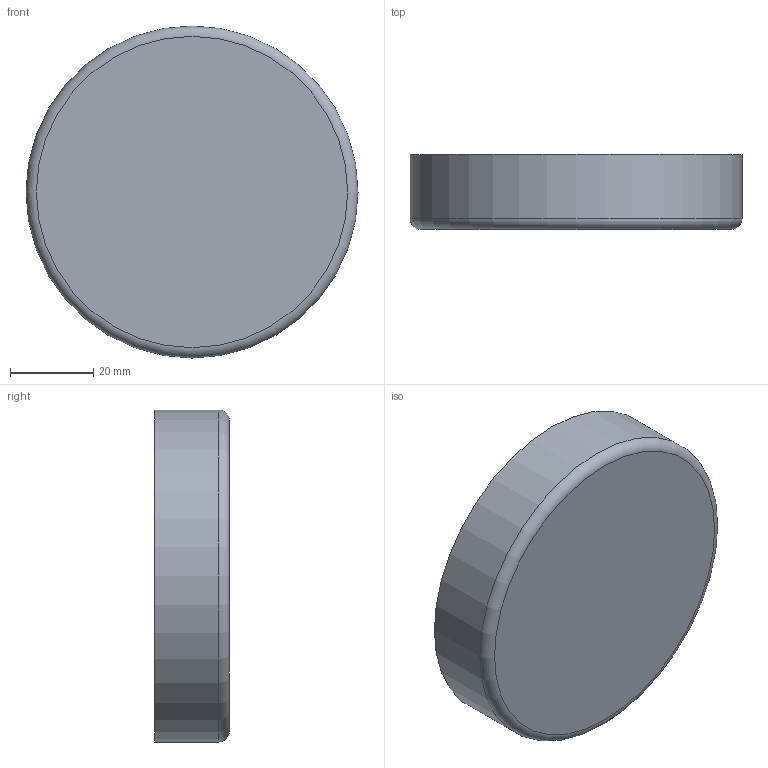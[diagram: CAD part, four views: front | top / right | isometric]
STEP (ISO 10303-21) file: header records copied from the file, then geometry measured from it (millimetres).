
FILE_DESCRIPTION(/* description */ ('','CAx-IF Rec.Pracs.---Representation and Presentation of Product Manufacturing Information (PMI)---4.0---2014-10-13'),/* implementation_level */ '2;1');
FILE_NAME(/* name */ 'GM16410.stp',/* time_stamp */ '2020-09-03T10:26:09+02:00',/* author */ ('tm'),/* organization */ (''),/* preprocessor_version */ 'ST-DEVELOPER v17.2',/* originating_system */ 'Autodesk Inventor 2019',/* authorisation */ '');
FILE_SCHEMA (('FEATURE_BASED_PROCESS_PLANNING','AP242_MANAGED_MODEL_BASED_3D_ENGINEERING_MIM_LF { 1 0 10303 442 1 1 4 }'));
Length unit declared in the file: millimetre
Products named in the file (4): GM16410; E0134942; E0134941; E0134940
Assembly tree (3 placements, depth 2):
  GM16410
    E0134942
    E0134941
    E0134940
Bounding box: 80 x 18 x 80 mm (x, y, z)
Volume: 90145.5 mm3; surface area: 37390.6 mm2
Topology: 3 solids, 3 shells, 14 faces, 51 edges, 57 vertices
Faces by surface type: plane 6, cylinder 5, torus 3
Full cylindrical faces by diameter (mm): 73.2 x2, 75 x2, 80 x1
Entity records: 733 total; most frequent: CARTESIAN_POINT 118, DIRECTION 115, ORIENTED_EDGE 72, AXIS2_PLACEMENT_3D 55, EDGE_CURVE 36, CIRCLE 34, VERTEX_POINT 28, STYLED_ITEM 24
